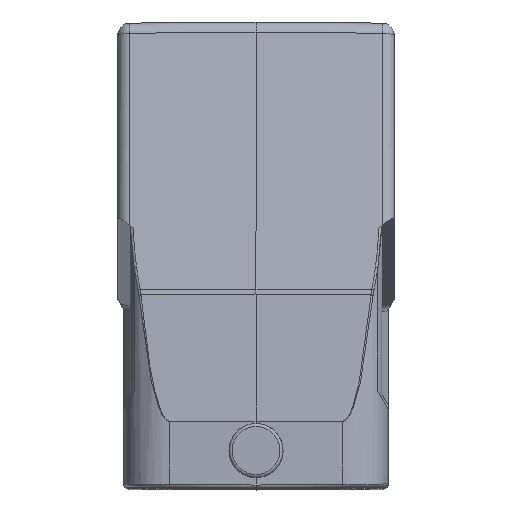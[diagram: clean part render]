
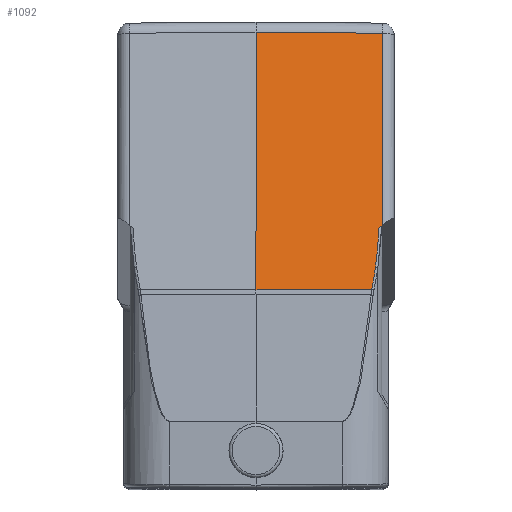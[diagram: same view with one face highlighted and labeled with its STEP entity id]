
A CAD part, top view. The second image highlights one B-rep face of the part: STEP entity #1092.
In plain terms, the highlighted planar face has unit normal (0.009, 0.174, 0.985).
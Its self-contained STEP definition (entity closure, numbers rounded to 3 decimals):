
#376=ELLIPSE('',#9514,40.313,7.);
#1092=ADVANCED_FACE('',(#1798),#1334,.T.);
#1334=PLANE('',#9515);
#1798=FACE_OUTER_BOUND('',#2342,.T.);
#2342=EDGE_LOOP('',(#6224,#6225,#6226,#6227,#6228,#6229,#6230));
#3100=LINE('',#16148,#3801);
#3101=LINE('',#16152,#3802);
#3146=LINE('',#16508,#3847);
#3147=LINE('',#16510,#3848);
#3148=LINE('',#16512,#3849);
#3801=VECTOR('',#11718,1.);
#3802=VECTOR('',#11723,1.);
#3847=VECTOR('',#11942,1.);
#3848=VECTOR('',#11945,1.);
#3849=VECTOR('',#11946,1.);
#6224=ORIENTED_EDGE('',*,*,#8242,.F.);
#6225=ORIENTED_EDGE('',*,*,#8237,.F.);
#6226=ORIENTED_EDGE('',*,*,#8235,.T.);
#6227=ORIENTED_EDGE('',*,*,#8339,.F.);
#6228=ORIENTED_EDGE('',*,*,#8340,.F.);
#6229=ORIENTED_EDGE('',*,*,#8341,.T.);
#6230=ORIENTED_EDGE('',*,*,#8342,.F.);
#7062=VERTEX_POINT('',#16145);
#7063=VERTEX_POINT('',#16149);
#7064=VERTEX_POINT('',#16153);
#7067=VERTEX_POINT('',#16178);
#7116=VERTEX_POINT('',#16494);
#7120=VERTEX_POINT('',#16511);
#7121=VERTEX_POINT('',#16513);
#8235=EDGE_CURVE('',#7063,#7062,#3100,.T.);
#8237=EDGE_CURVE('',#7063,#7064,#3101,.T.);
#8242=EDGE_CURVE('',#7064,#7067,#8628,.T.);
#8339=EDGE_CURVE('',#7116,#7062,#3146,.T.);
#8340=EDGE_CURVE('',#7120,#7116,#3147,.T.);
#8341=EDGE_CURVE('',#7120,#7121,#3148,.T.);
#8342=EDGE_CURVE('',#7067,#7121,#376,.T.);
#8628=CIRCLE('',#9428,62.354);
#9428=AXIS2_PLACEMENT_3D('',#16183,#11728,#11729);
#9514=AXIS2_PLACEMENT_3D('',#16514,#11947,#11948);
#9515=AXIS2_PLACEMENT_3D('',#16515,#11949,#11950);
#11718=DIRECTION('',(0.,0.985,-0.174));
#11723=DIRECTION('',(-0.762,-0.637,0.119));
#11728=DIRECTION('',(-0.009,-0.174,-0.985));
#11729=DIRECTION('',(0.,-0.985,0.174));
#11942=DIRECTION('',(1.,-0.009,-0.007));
#11945=DIRECTION('',(0.,0.985,-0.174));
#11946=DIRECTION('',(1.,-0.001,-0.009));
#11947=DIRECTION('',(-0.009,-0.174,-0.985));
#11948=DIRECTION('',(0.002,-0.985,0.174));
#11949=DIRECTION('',(0.009,0.174,0.985));
#11950=DIRECTION('',(0.,-0.985,0.174));
#16145=CARTESIAN_POINT('',(20.517,19.584,50.546));
#16148=CARTESIAN_POINT('',(20.517,-11.704,56.062));
#16149=CARTESIAN_POINT('',(20.517,-11.704,56.062));
#16152=CARTESIAN_POINT('',(20.517,-11.704,56.062));
#16153=CARTESIAN_POINT('',(19.963,-12.168,56.149));
#16178=CARTESIAN_POINT('',(19.449,-18.497,57.27));
#16183=CARTESIAN_POINT('',(-42.366,-10.389,56.388));
#16494=CARTESIAN_POINT('',(0.,19.763,50.696));
#16508=CARTESIAN_POINT('',(-0.012,19.763,50.696));
#16510=CARTESIAN_POINT('',(0.,-22.153,58.087));
#16511=CARTESIAN_POINT('',(0.,-22.155,58.087));
#16512=CARTESIAN_POINT('',(0.017,-22.155,58.087));
#16513=CARTESIAN_POINT('',(18.848,-22.176,57.924));
#16514=CARTESIAN_POINT('',(14.004,6.729,52.87));
#16515=CARTESIAN_POINT('',(0.,21.415,50.404));
